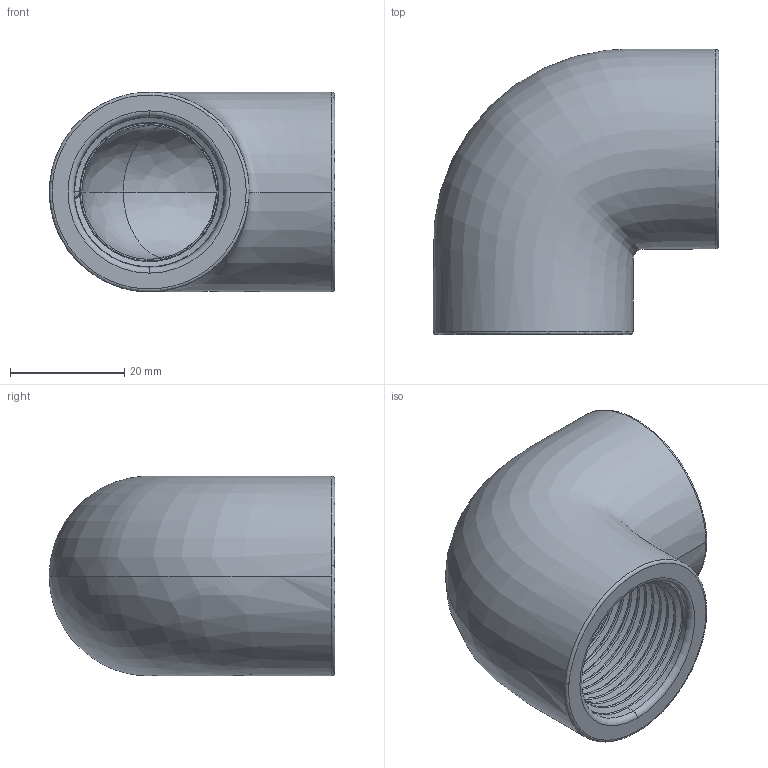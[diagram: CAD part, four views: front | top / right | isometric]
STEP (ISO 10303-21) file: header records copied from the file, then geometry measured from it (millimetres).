
FILE_DESCRIPTION (( 'STEP AP203' ), '1' );
FILE_NAME ('00250_0505.STEP', '2017-05-17T13:00:08', ( '' ), ( '' ), 'SwSTEP 2.0', 'SolidWorks 2011', '' );
FILE_SCHEMA (( 'CONFIG_CONTROL_DESIGN' ));
Length unit declared in the file: millimetre
Products named in the file (1): 00250_0505
Bounding box: 50 x 50 x 35 mm (x, y, z)
Volume: 26807.5 mm3; surface area: 13782.4 mm2
Topology: 1 solids, 1 shells, 81 faces, 226 edges, 144 vertices
Faces by surface type: cylinder 40, bspline 20, torus 12, cone 5, plane 4
Entity records: 13507 total; most frequent: CARTESIAN_POINT 11776, ORIENTED_EDGE 442, DIRECTION 247, EDGE_CURVE 221, VERTEX_POINT 144, AXIS2_PLACEMENT_3D 102, EDGE_LOOP 85, FACE_OUTER_BOUND 81
